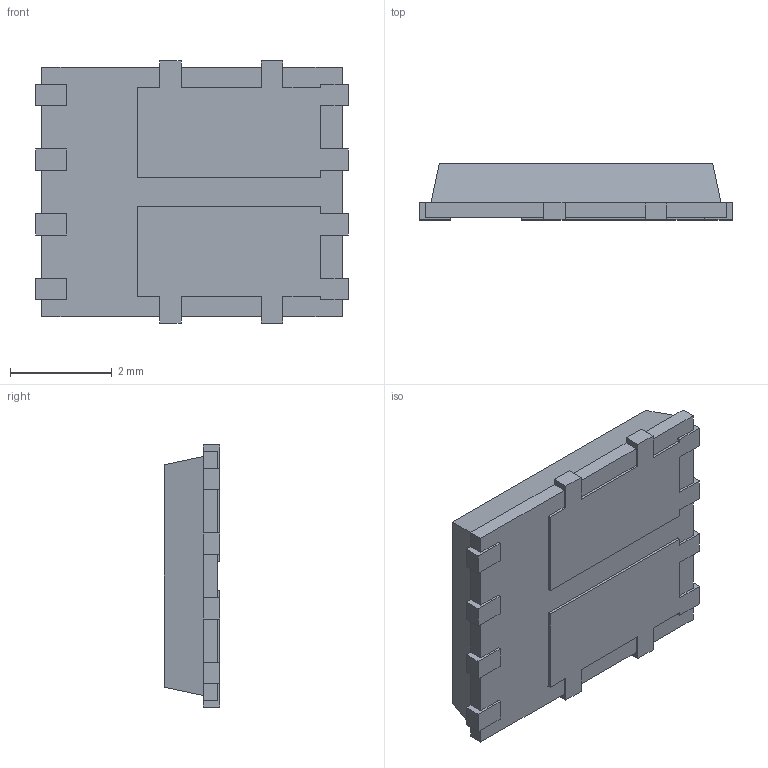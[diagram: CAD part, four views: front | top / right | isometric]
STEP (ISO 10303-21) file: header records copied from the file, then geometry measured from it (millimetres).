
FILE_DESCRIPTION (( 'STEP AP214' ), '1' );
FILE_NAME ('NVMFD5C672NLT1G.STEP', '2020-04-29T17:16:26', ( '' ), ( '' ), 'SwSTEP 2.0', 'SolidWorks 2017', '' );
FILE_SCHEMA (( 'AUTOMOTIVE_DESIGN' ));
Length unit declared in the file: millimetre
Products named in the file (1): NVMFD5C672NLT1G
Bounding box: 6.15 x 1.1 x 5.15 mm (x, y, z)
Volume: 28.4 mm3; surface area: 126.9 mm2
Topology: 8 solids, 8 shells, 165 faces, 420 edges, 272 vertices
Faces by surface type: plane 161, cylinder 4
Entity records: 4947 total; most frequent: CARTESIAN_POINT 858, ORIENTED_EDGE 840, DIRECTION 760, EDGE_CURVE 420, LINE 412, VECTOR 412, VERTEX_POINT 272, AXIS2_PLACEMENT_3D 174
